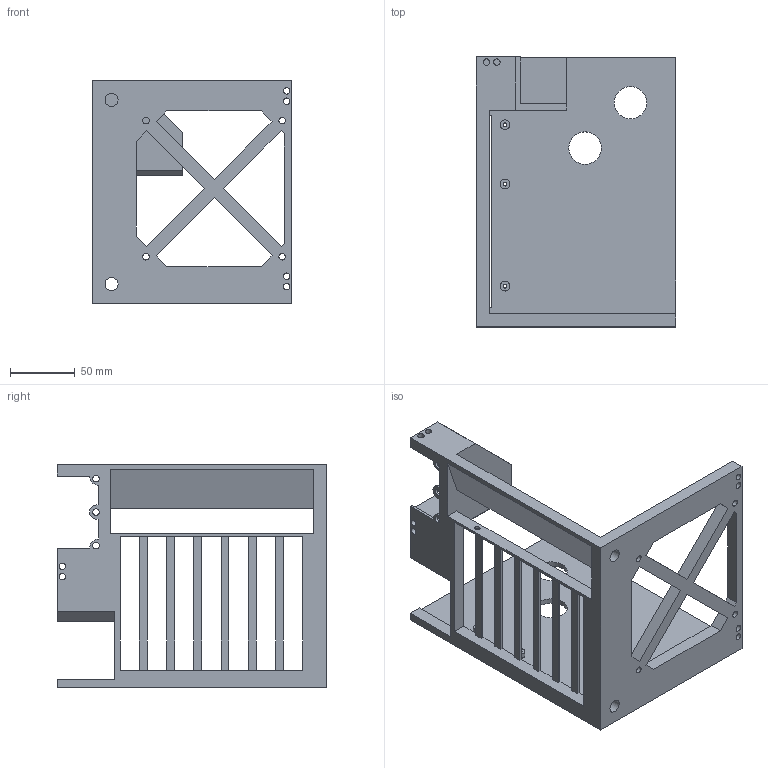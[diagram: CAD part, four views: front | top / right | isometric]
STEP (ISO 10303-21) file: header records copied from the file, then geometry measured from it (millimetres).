
FILE_DESCRIPTION(/* description */ (''),/* implementation_level */ '2;1');
FILE_NAME(/* name */ 'case-bot-left.stp',/* time_stamp */ '2021-12-11T18:22:50-05:00',/* author */ ('Apex'),/* organization */ (''),/* preprocessor_version */ 'ST-DEVELOPER v18.1',/* originating_system */ 'Autodesk Inventor 2021',/* authorisation */ '');
FILE_SCHEMA (('AUTOMOTIVE_DESIGN { 1 0 10303 214 3 1 1 }'));
Length unit declared in the file: millimetre
Products named in the file (1): PC-Case-2
Bounding box: 154 x 208 x 172 mm (x, y, z)
Volume: 405512 mm3; surface area: 167793.8 mm2
Topology: 1 solids, 1 shells, 111 faces, 444 edges, 420 vertices
Faces by surface type: plane 82, cylinder 29
Full cylindrical faces by diameter (mm): 3 x3, 4 x1, 5 x15, 7.5 x3, 10 x2, 25 x2
Entity records: 4422 total; most frequent: CARTESIAN_POINT 876, ORIENTED_EDGE 688, DIRECTION 642, EDGE_CURVE 344, LINE 286, VECTOR 286, VERTEX_POINT 228, AXIS2_PLACEMENT_3D 178
